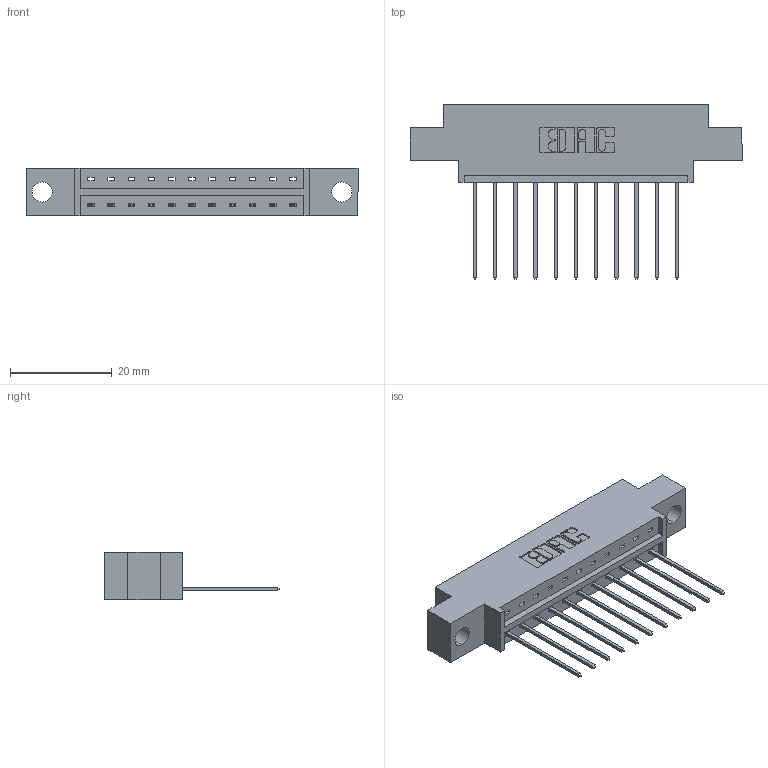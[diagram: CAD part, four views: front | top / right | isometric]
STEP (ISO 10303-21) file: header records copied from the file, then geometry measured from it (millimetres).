
FILE_DESCRIPTION (( 'STEP AP203' ), '1' );
FILE_NAME ('833-011-541-604.STEP', '2020-05-30T19:56:23', ( '' ), ( '' ), 'SwSTEP 2.0', 'SolidWorks 2020', '' );
FILE_SCHEMA (( 'CONFIG_CONTROL_DESIGN' ));
Length unit declared in the file: inch
Products named in the file (3): 833-011-541-604; 345-292-001_345-293-141; 833 Part_Offset - .156 Dia - TH
Assembly tree (12 placements, depth 2):
  833-011-541-604
    833 Part_Offset - .156 Dia - TH
    345-292-001_345-293-141  x11
Bounding box: 65.13 x 34.3 x 9.4 mm (x, y, z)
Volume: 6007.5 mm3; surface area: 6513.3 mm2
Topology: 12 solids, 12 shells, 756 faces, 2259 edges, 1490 vertices
Faces by surface type: plane 536, cylinder 220
Entity records: 10887 total; most frequent: CARTESIAN_POINT 1891, ORIENTED_EDGE 1838, DIRECTION 1657, EDGE_CURVE 919, LINE 791, VECTOR 791, VERTEX_POINT 610, AXIS2_PLACEMENT_3D 433
